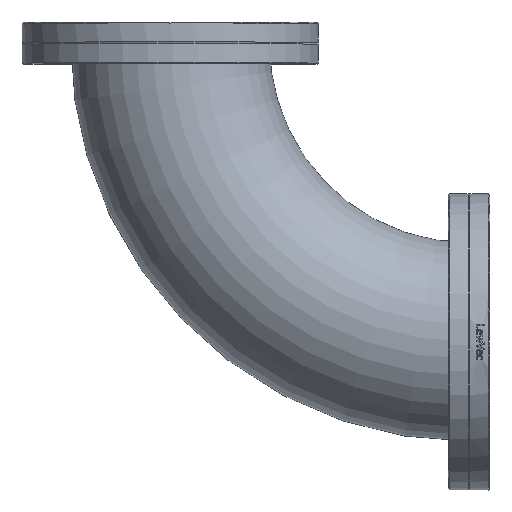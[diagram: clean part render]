
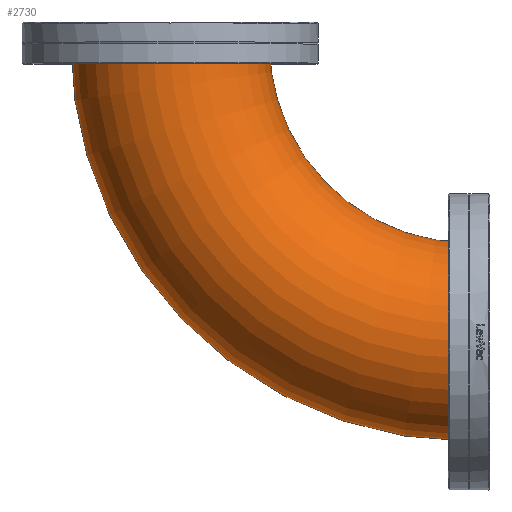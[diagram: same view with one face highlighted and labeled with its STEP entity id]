
A CAD part, top view. The second image highlights one B-rep face of the part: STEP entity #2730.
In plain terms, the highlighted toroidal (fillet/blend) face has major radius 152.5 mm and minor radius 50.8 mm.
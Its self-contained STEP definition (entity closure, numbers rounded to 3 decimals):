
#45=TOROIDAL_SURFACE('',#3081,152.5,50.8);
#598=FACE_BOUND('',#1043,.T.);
#766=FACE_OUTER_BOUND('',#1042,.T.);
#1042=EDGE_LOOP('',(#2519));
#1043=EDGE_LOOP('',(#2520));
#1196=CIRCLE('',#3082,50.8);
#1197=CIRCLE('',#3083,50.8);
#1461=VERTEX_POINT('',#16382);
#1462=VERTEX_POINT('',#16384);
#1815=EDGE_CURVE('',#1461,#1461,#1196,.T.);
#1816=EDGE_CURVE('',#1462,#1462,#1197,.T.);
#2519=ORIENTED_EDGE('',*,*,#1815,.F.);
#2520=ORIENTED_EDGE('',*,*,#1816,.T.);
#2730=ADVANCED_FACE('',(#766,#598),#45,.T.);
#3081=AXIS2_PLACEMENT_3D('',#16381,#3738,#3739);
#3082=AXIS2_PLACEMENT_3D('',#16383,#3740,#3741);
#3083=AXIS2_PLACEMENT_3D('',#16385,#3742,#3743);
#3738=DIRECTION('center_axis',(0.,0.,-1.));
#3739=DIRECTION('ref_axis',(-1.,0.,0.));
#3740=DIRECTION('center_axis',(1.,0.,0.));
#3741=DIRECTION('ref_axis',(0.,1.,0.));
#3742=DIRECTION('center_axis',(0.,1.,0.));
#3743=DIRECTION('ref_axis',(-1.,0.,0.));
#16381=CARTESIAN_POINT('Origin',(0.,0.,0.));
#16382=CARTESIAN_POINT('',(0.,101.7,0.));
#16383=CARTESIAN_POINT('Origin',(0.,152.5,0.));
#16384=CARTESIAN_POINT('',(-101.7,0.,0.));
#16385=CARTESIAN_POINT('Origin',(-152.5,0.,0.));
